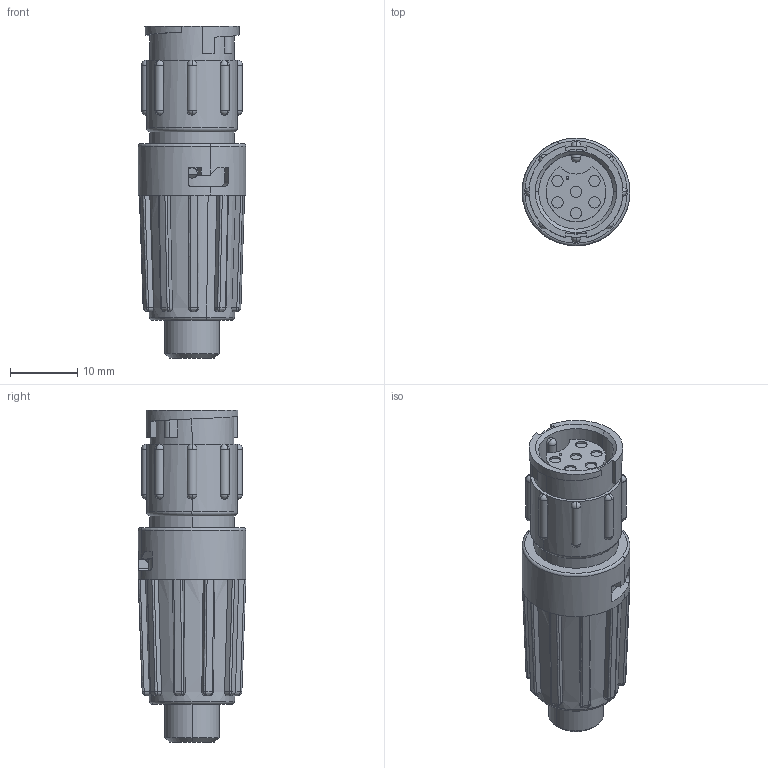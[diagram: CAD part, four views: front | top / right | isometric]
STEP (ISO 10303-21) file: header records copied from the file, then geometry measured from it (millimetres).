
FILE_DESCRIPTION (( 'STEP AP203' ), '1' );
FILE_NAME ('8282-6SG-5XX.STEP', '2021-07-01T18:25:21', ( '' ), ( '' ), 'SwSTEP 2.0', 'SolidWorks 2020', '' );
FILE_SCHEMA (( 'CONFIG_CONTROL_DESIGN' ));
Length unit declared in the file: millimetre
Products named in the file (1): 8282-6SG-5XX
Bounding box: 16 x 16 x 49.34 mm (x, y, z)
Volume: 6469 mm3; surface area: 3533.6 mm2
Topology: 1 solids, 1 shells, 293 faces, 807 edges, 477 vertices
Faces by surface type: plane 88, bspline 82, cylinder 77, sphere 34, cone 6, torus 6
Entity records: 16068 total; most frequent: CARTESIAN_POINT 9739, ORIENTED_EDGE 1436, DIRECTION 1117, EDGE_CURVE 718, AXIS2_PLACEMENT_3D 443, VERTEX_POINT 442, EDGE_LOOP 308, ADVANCED_FACE 293
